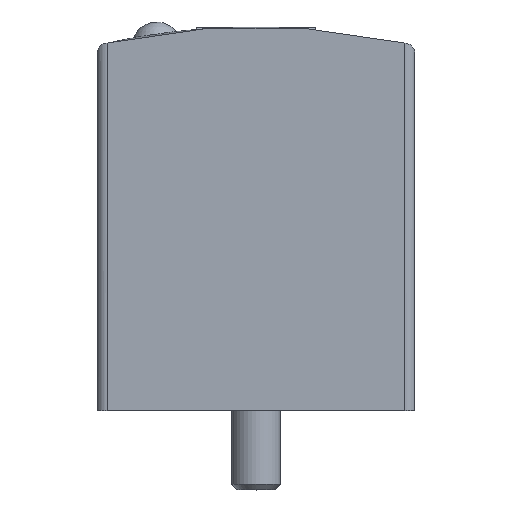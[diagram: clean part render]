
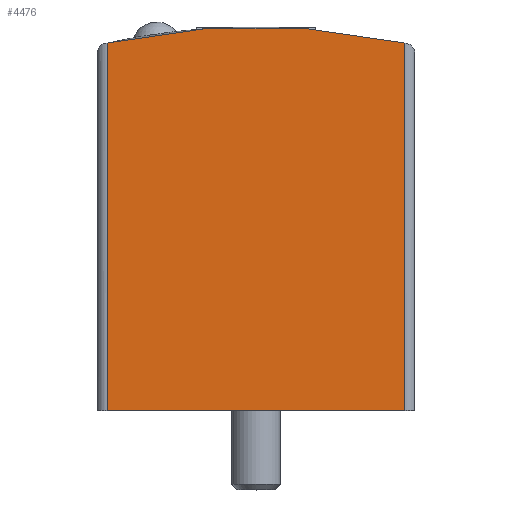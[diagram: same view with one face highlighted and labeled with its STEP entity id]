
A CAD part, top view. The second image highlights one B-rep face of the part: STEP entity #4476.
In plain terms, the highlighted planar face has unit normal (0, 0, 1).
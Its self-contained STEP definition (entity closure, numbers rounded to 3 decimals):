
#161=CIRCLE('',#4700,35.);
#528=ORIENTED_EDGE('',*,*,#1574,.F.);
#529=ORIENTED_EDGE('',*,*,#1471,.T.);
#530=ORIENTED_EDGE('',*,*,#1575,.T.);
#531=ORIENTED_EDGE('',*,*,#1430,.T.);
#1430=EDGE_CURVE('',#1968,#1967,#2324,.T.);
#1471=EDGE_CURVE('',#2004,#2005,#161,.T.);
#1574=EDGE_CURVE('',#2004,#1967,#2396,.T.);
#1575=EDGE_CURVE('',#2005,#1968,#2397,.T.);
#1967=VERTEX_POINT('',#6297);
#1968=VERTEX_POINT('',#6299);
#2004=VERTEX_POINT('',#6392);
#2005=VERTEX_POINT('',#6393);
#2324=LINE('',#6298,#2662);
#2396=LINE('',#6618,#2734);
#2397=LINE('',#6619,#2735);
#2662=VECTOR('',#5122,1000.);
#2734=VECTOR('',#5384,1000.);
#2735=VECTOR('',#5385,1000.);
#3011=EDGE_LOOP('',(#528,#529,#530,#531));
#3255=FACE_BOUND('',#3011,.T.);
#3471=PLANE('',#4770);
#4476=ADVANCED_FACE('',(#3255),#3471,.F.);
#4700=AXIS2_PLACEMENT_3D('',#6391,#5192,#5193);
#4770=AXIS2_PLACEMENT_3D('',#6617,#5382,#5383);
#5122=DIRECTION('',(1.,0.,0.));
#5192=DIRECTION('',(0.,0.,1.));
#5193=DIRECTION('',(1.,0.,0.));
#5382=DIRECTION('',(0.,0.,-1.));
#5383=DIRECTION('',(-1.,0.,0.));
#5384=DIRECTION('',(0.,-1.,0.));
#5385=DIRECTION('',(0.,-1.,0.));
#6297=CARTESIAN_POINT('',(7.5,0.,8.));
#6298=CARTESIAN_POINT('',(-7.5,0.,8.));
#6299=CARTESIAN_POINT('',(-7.5,0.,8.));
#6391=CARTESIAN_POINT('',(0.,-15.7,8.));
#6392=CARTESIAN_POINT('',(7.5,18.487,8.));
#6393=CARTESIAN_POINT('',(-7.5,18.487,8.));
#6617=CARTESIAN_POINT('',(-7.5,19.3,8.));
#6618=CARTESIAN_POINT('',(7.5,19.3,8.));
#6619=CARTESIAN_POINT('',(-7.5,19.3,8.));
